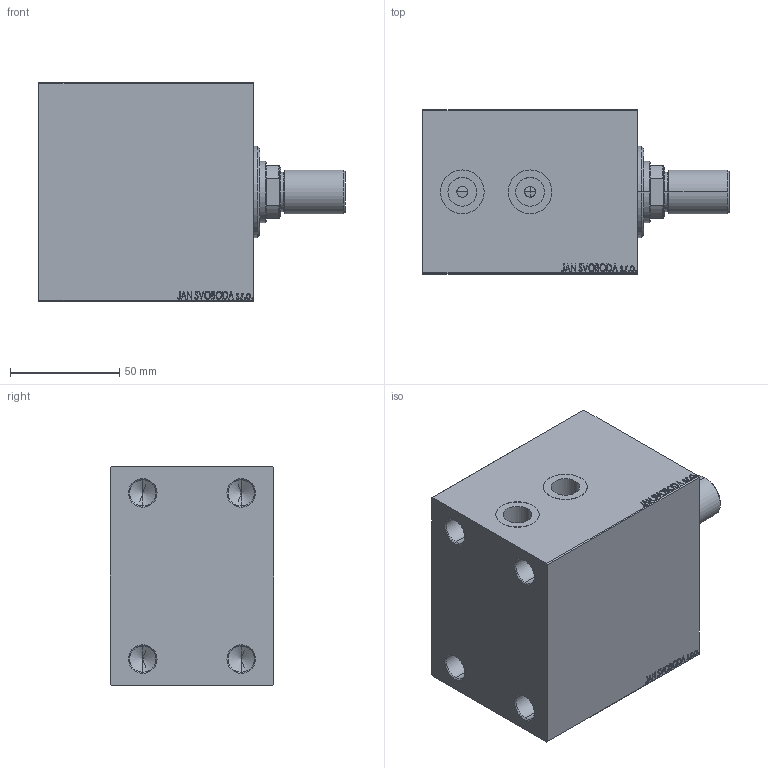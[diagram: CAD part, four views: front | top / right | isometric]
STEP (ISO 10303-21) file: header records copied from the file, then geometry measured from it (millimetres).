
FILE_DESCRIPTION (( 'STEP AP203' ), '1' );
FILE_NAME ('15ad.STEP', '2024-02-19T09:12:31', ( '' ), ( '' ), 'SwSTEP 2.0', 'SolidWorks 2019', '' );
FILE_SCHEMA (( 'CONFIG_CONTROL_DESIGN' ));
Length unit declared in the file: millimetre
Products named in the file (5): V450CP_VC_B 8a7faa0b767ac1c04895ed1e378b967e; 15ad; V450CP_B 8a7faa0b767ac1c04895ed1e378b967e; V450CM_MALE_METRIC 8a7faa0b767ac1c04895ed1e378b967e; V450CP_B_VCP 8a7faa0b767ac1c04895ed1e378b967e
Assembly tree (4 placements, depth 2):
  15ad
    V450CP_B 8a7faa0b767ac1c04895ed1e378b967e
    V450CP_B_VCP 8a7faa0b767ac1c04895ed1e378b967e
    V450CP_VC_B 8a7faa0b767ac1c04895ed1e378b967e
    V450CM_MALE_METRIC 8a7faa0b767ac1c04895ed1e378b967e
Bounding box: 140 x 75 x 100 mm (x, y, z)
Volume: 714383.7 mm3; surface area: 106348.8 mm2
Topology: 4 solids, 4 shells, 918 faces, 2331 edges, 1523 vertices
Faces by surface type: plane 410, bspline 380, cylinder 72, cone 54, torus 2
Entity records: 45502 total; most frequent: CARTESIAN_POINT 25393, ORIENTED_EDGE 4626, DIRECTION 2811, EDGE_CURVE 2313, VERTEX_POINT 1523, LINE 1357, VECTOR 1357, EDGE_LOOP 1044
